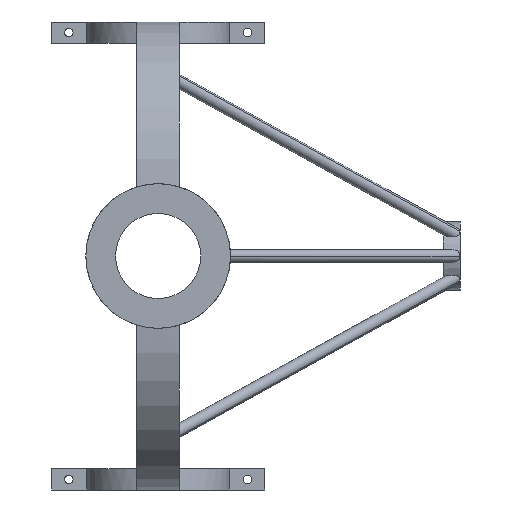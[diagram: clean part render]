
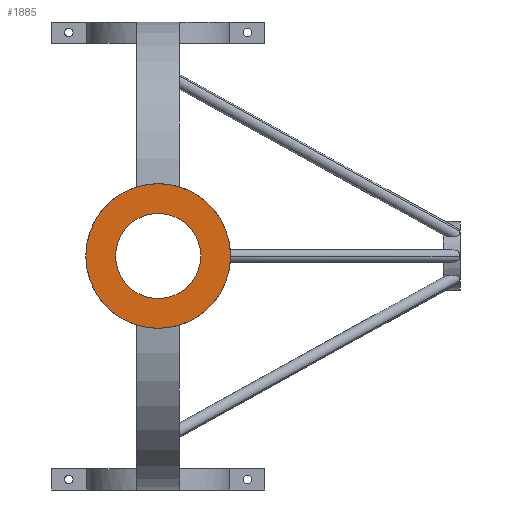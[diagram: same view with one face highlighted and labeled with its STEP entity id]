
A CAD part, front view. The second image highlights one B-rep face of the part: STEP entity #1885.
In plain terms, the highlighted planar face has unit normal (0, -1, 0).
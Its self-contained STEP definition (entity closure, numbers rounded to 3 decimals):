
#1765=CARTESIAN_POINT('POINT111',(17.,-55.,0.));
#1766=VERTEX_POINT('VERTEX111',#1765);
#1773=CARTESIAN_POINT('POINT112',(-17.,-55.,
   0.));
#1774=VERTEX_POINT('VERTEX112',#1773);
#1775=CARTESIAN_POINT('POS151',(0.,-55.,0.));
#1776=DIRECTION('DIR228',(0.,-1.,0.));
#1777=DIRECTION('DIR229',(1.,0.,0.));
#1778=AXIS2_PLACEMENT_3D('AXIS78',#1775,#1776,#1777);
#1779=CIRCLE('ELLIPSE41',#1778,17.);
#1780=EDGE_CURVE('EDGE164',#1774,#1766,#1779,.T.);
#1821=EDGE_CURVE('EDGE170',#1766,#1774,#1779,.T.);
#1861=CARTESIAN_POINT('POINT116',(10.,-55.,0.));
#1862=VERTEX_POINT('VERTEX116',#1861);
#1863=CARTESIAN_POINT('POINT117',(-10.,-55.,
   0.));
#1864=VERTEX_POINT('VERTEX117',#1863);
#1865=CARTESIAN_POINT('POS157',(0.,-55.,0.));
#1866=DIRECTION('DIR239',(0.,1.,0.));
#1867=DIRECTION('DIR240',(1.,0.,0.));
#1868=AXIS2_PLACEMENT_3D('AXIS83',#1865,#1866,#1867);
#1869=CIRCLE('ELLIPSE44',#1868,10.);
#1870=EDGE_CURVE('EDGE173',#1862,#1864,#1869,.T.);
#1871=ORIENTED_EDGE('COEDGE341',*,*,#1870,.T.);
#1872=EDGE_CURVE('EDGE174',#1864,#1862,#1869,.T.);
#1873=ORIENTED_EDGE('COEDGE342',*,*,#1872,.T.);
#1874=EDGE_LOOP('NONE',(#1871,#1873));
#1875=FACE_BOUND('LOOP1',#1874,.T.);
#1876=ORIENTED_EDGE('COEDGE343',*,*,#1821,.T.);
#1877=ORIENTED_EDGE('COEDGE344',*,*,#1780,.T.);
#1878=EDGE_LOOP('NONE',(#1876,#1877));
#1879=FACE_BOUND('LOOP1',#1878,.T.);
#1880=CARTESIAN_POINT('POS158',(0.,-55.,0.));
#1881=DIRECTION('DIR241',(0.,-1.,0.));
#1882=DIRECTION('DIR242',(1.,0.,0.));
#1883=AXIS2_PLACEMENT_3D('AXIS84',#1880,#1881,#1882);
#1884=PLANE('PLANE23',#1883);
#1885=ADVANCED_FACE('FACE55',(#1875,#1879),#1884,.T.);
